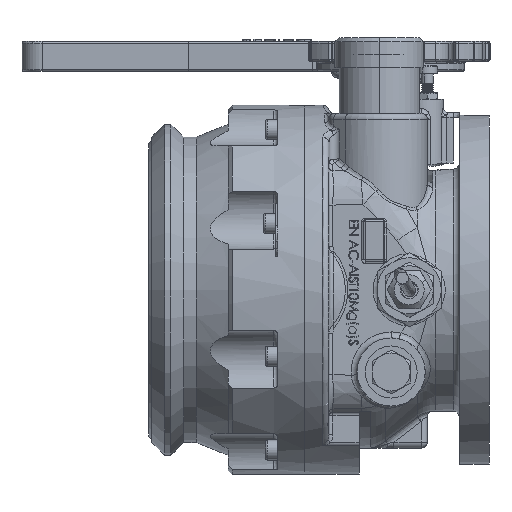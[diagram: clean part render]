
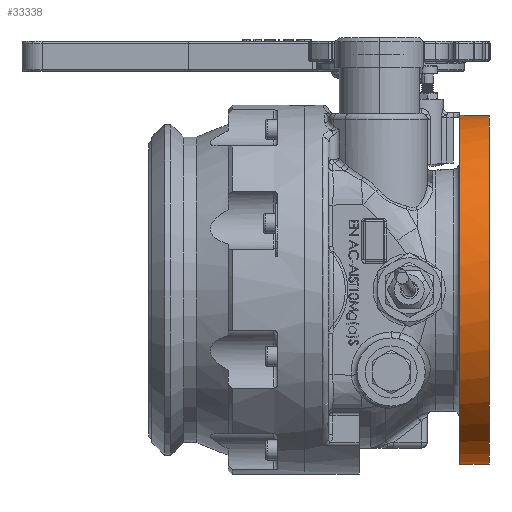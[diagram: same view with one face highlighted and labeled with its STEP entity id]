
A CAD part, front view. The second image highlights one B-rep face of the part: STEP entity #33338.
In plain terms, the highlighted cylindrical face has radius 87 mm (diameter 174 mm), a partial arc.
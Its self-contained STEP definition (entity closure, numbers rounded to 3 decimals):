
#658 = CARTESIAN_POINT ( 'NONE',  ( -15., 0., 0. ) ) ;
#667 = DIRECTION ( 'NONE',  ( 1., 0., 0. ) ) ;
#668 = DIRECTION ( 'NONE',  ( 0., 0., -1. ) ) ;
#12374 = VERTEX_POINT ( 'NONE', #80756 ) ;
#15944 = LINE ( 'NONE', #58897, #16887 ) ;
#16448 = VECTOR ( 'NONE', #50808, 1000. ) ;
#16453 = LINE ( 'NONE', #50810, #16448 ) ;
#16505 = FACE_OUTER_BOUND ( 'NONE', #60311, .T. ) ;
#16507 = CYLINDRICAL_SURFACE ( 'NONE', #85664, 87. ) ;
#16608 = CIRCLE ( 'NONE', #83278, 87. ) ;
#16887 = VECTOR ( 'NONE', #57898, 1000. ) ;
#19378 = EDGE_CURVE ( 'NONE', #75762, #76057, #15944, .T. ) ;
#19626 = EDGE_CURVE ( 'NONE', #23003, #40346, #16608, .T. ) ;
#19798 = EDGE_CURVE ( 'NONE', #23003, #40318, #16453, .T. ) ;
#23003 = VERTEX_POINT ( 'NONE', #51675 ) ;
#33338 = ADVANCED_FACE ( 'NONE', ( #16505 ), #16507, .T. ) ;
#40318 = VERTEX_POINT ( 'NONE', #47232 ) ;
#40346 = VERTEX_POINT ( 'NONE', #47266 ) ;
#47232 = CARTESIAN_POINT ( 'NONE',  ( 0., 0., -87. ) ) ;
#47266 = CARTESIAN_POINT ( 'NONE',  ( -14.791, -5.564, 86.822 ) ) ;
#50808 = DIRECTION ( 'NONE',  ( 1., 0., 0. ) ) ;
#50810 = CARTESIAN_POINT ( 'NONE',  ( -15., 0., -87. ) ) ;
#51675 = CARTESIAN_POINT ( 'NONE',  ( -14.791, 0., -87. ) ) ;
#57898 = DIRECTION ( 'NONE',  ( 1., 0., 0. ) ) ;
#58897 = CARTESIAN_POINT ( 'NONE',  ( -15., 0., 87. ) ) ;
#59415 = ORIENTED_EDGE ( 'NONE', *, *, #19378, .F. ) ;
#59823 = ORIENTED_EDGE ( 'NONE', *, *, #74437, .F. ) ;
#59829 = ORIENTED_EDGE ( 'NONE', *, *, #19798, .T. ) ;
#59832 = ORIENTED_EDGE ( 'NONE', *, *, #19626, .F. ) ;
#59833 = ORIENTED_EDGE ( 'NONE', *, *, #74442, .F. ) ;
#59966 = ORIENTED_EDGE ( 'NONE', *, *, #92119, .T. ) ;
#60311 = EDGE_LOOP ( 'NONE', ( #59415, #59966, #59833, #59832, #59829, #59823 ) ) ;
#70888 = B_SPLINE_CURVE_WITH_KNOTS ( 'NONE', 3,
 ( #86181, #86205, #86207, #86208 ),
 .UNSPECIFIED., .F., .F.,
 ( 4, 4 ),
 ( 0., 0.001 ),
 .UNSPECIFIED. ) ;
#74437 = EDGE_CURVE ( 'NONE', #76057, #40318, #85020, .T. ) ;
#74442 = EDGE_CURVE ( 'NONE', #40346, #12374, #70888, .T. ) ;
#75762 = VERTEX_POINT ( 'NONE', #86885 ) ;
#76057 = VERTEX_POINT ( 'NONE', #87180 ) ;
#80756 = CARTESIAN_POINT ( 'NONE',  ( -15., -4.407, 86.888 ) ) ;
#82814 = AXIS2_PLACEMENT_3D ( 'NONE', #86158, #86162, #86163 ) ;
#82882 = AXIS2_PLACEMENT_3D ( 'NONE', #87474, #87475, #87476 ) ;
#83278 = AXIS2_PLACEMENT_3D ( 'NONE', #88780, #88761, #88551 ) ;
#85020 = CIRCLE ( 'NONE', #82814, 87. ) ;
#85175 = CIRCLE ( 'NONE', #82882, 87. ) ;
#85664 = AXIS2_PLACEMENT_3D ( 'NONE', #658, #667, #668 ) ;
#86158 = CARTESIAN_POINT ( 'NONE',  ( 0., 0., 0. ) ) ;
#86162 = DIRECTION ( 'NONE',  ( 1., 0., 0. ) ) ;
#86163 = DIRECTION ( 'NONE',  ( 0., 0., -1. ) ) ;
#86181 = CARTESIAN_POINT ( 'NONE',  ( -14.791, -5.564, 86.822 ) ) ;
#86205 = CARTESIAN_POINT ( 'NONE',  ( -14.791, -5.166, 86.847 ) ) ;
#86207 = CARTESIAN_POINT ( 'NONE',  ( -14.861, -4.78, 86.869 ) ) ;
#86208 = CARTESIAN_POINT ( 'NONE',  ( -15., -4.407, 86.888 ) ) ;
#86885 = CARTESIAN_POINT ( 'NONE',  ( -15., 0., 87. ) ) ;
#87180 = CARTESIAN_POINT ( 'NONE',  ( 0., 0., 87. ) ) ;
#87474 = CARTESIAN_POINT ( 'NONE',  ( -15., 0., 0. ) ) ;
#87475 = DIRECTION ( 'NONE',  ( 1., 0., 0. ) ) ;
#87476 = DIRECTION ( 'NONE',  ( 0., 0., -1. ) ) ;
#88551 = DIRECTION ( 'NONE',  ( 0., 0., -1. ) ) ;
#88761 = DIRECTION ( 'NONE',  ( -1., 0., 0. ) ) ;
#88780 = CARTESIAN_POINT ( 'NONE',  ( -14.791, 0., 0. ) ) ;
#92119 = EDGE_CURVE ( 'NONE', #75762, #12374, #85175, .T. ) ;
